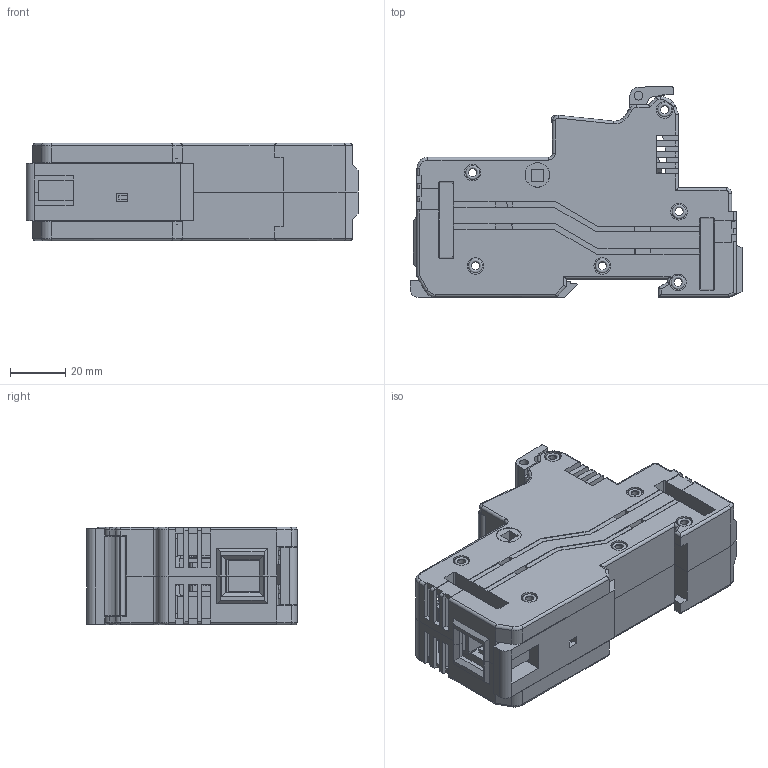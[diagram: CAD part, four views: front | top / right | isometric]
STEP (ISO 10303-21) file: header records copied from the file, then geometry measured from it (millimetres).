
FILE_DESCRIPTION(/* description */ (''),/* implementation_level */ '2;1');
FILE_NAME(/* name */ 'RT18-125 1P.stp',/* time_stamp */ '2024-01-18T12:12:11+08:00',/* author */ (''),/* organization */ (''),/* preprocessor_version */ 'ST-DEVELOPER v16',/* originating_system */ 'SIEMENS PLM Software NX 10.0',/* authorisation */ '');
FILE_SCHEMA (('CONFIG_CONTROL_DESIGN'));
Products named in the file (3): 铆钉74.5; RT18-125 1P; RT18-125 pp
Assembly tree (7 placements, depth 2):
  RT18-125 pp
    RT18-125 1P
    铆钉74.5  x6
Bounding box: 119.66 x 75.98 x 35.2 mm (x, y, z)
Volume: 96948.9 mm3; surface area: 107250.8 mm2
Topology: 27 solids, 27 shells, 1746 faces, 4977 edges, 3270 vertices
Faces by surface type: plane 1275, cylinder 381, cone 37, torus 31, bspline 22
Full cylindrical faces by diameter (mm): 3 x6, 3.2 x2, 3.5 x6, 5 x2, 5.2 x6, 8.5 x2, 8.8 x2, 23 x1
Entity records: 67406 total; most frequent: CARTESIAN_POINT 21550, ORIENTED_EDGE 9786, DIRECTION 9039, EDGE_CURVE 4893, LINE 3779, VECTOR 3779, VERTEX_POINT 3228, AXIS2_PLACEMENT_3D 2630
